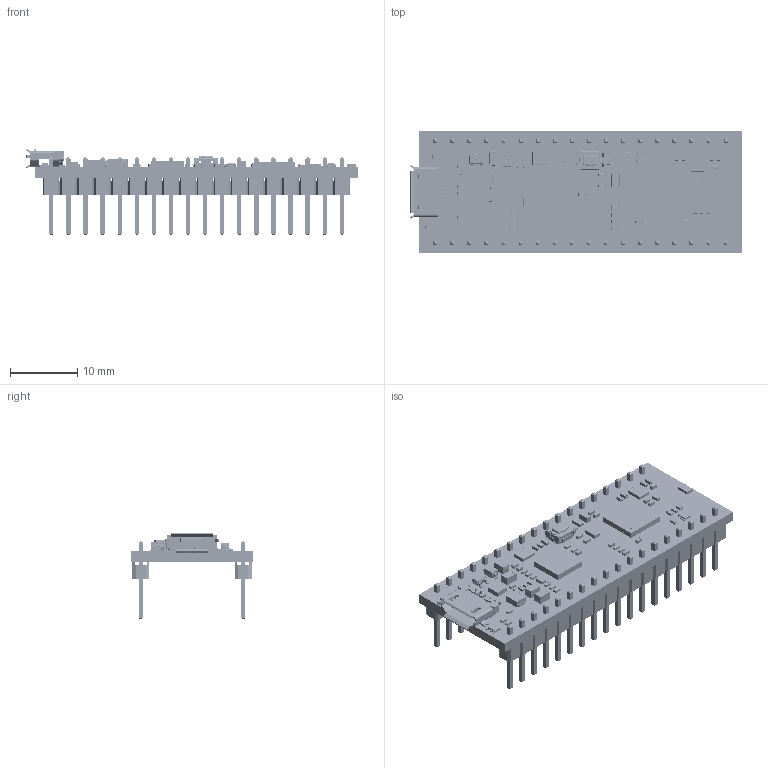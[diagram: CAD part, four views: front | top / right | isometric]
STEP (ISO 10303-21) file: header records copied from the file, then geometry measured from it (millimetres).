
FILE_DESCRIPTION(/* description */ (''),/* implementation_level */ '2;1');
FILE_NAME(/* name */ 'nRF52832-MDK_3D_STEP.step',/* time_stamp */ '2017-03-11T10:29:24+08:00',/* author */ (''),/* organization */ (''),/* preprocessor_version */ 'ST-DEVELOPER v16.5',/* originating_system */ 'Autodesk Translation Framework v5.2.0.2920',/* authorisation */ '');
FILE_SCHEMA (('AUTOMOTIVE_DESIGN { 1 0 10303 214 3 1 1 }'));
Products named in the file (358): nRF52832-MDK v2; BOARD; EXTERNAL COPPER; TOP; PADS_TOP; CIRCLE_6350; CIRCLE_7000; RECT_13500X4000; RECT_19000X19000; RECT_4200X3000; RECT_3200X3000; RECT_11500X10500; RECT_21000X14000; SHAPE_R120_60CTL25; RECT_7000X2000; RECT_14500X11500; RECT_9000X5000; RECT_6300X5700; SHAPE_CMPLXRR0-3X0-8A0; RECT_32000X32000; RECT_10000X9500; RECT_9500X9000; RECT_14000X7000; RECT_8000X5500; RECT_6200X5700; RECT_7200X5900; RECT_6200X6200; RECT_13000X11500; RECT_14000X10000; RECT_10000X5000; RECT_22500X7000; RECT_7200X6800; RECT_8500X2000; RECT_42000X42000; SHAPE_CMPLXRR78_200X156; TRACES_TOP; SHAPES_TOP; SHAPE_1_N4752393; SHAPE_2_N4752393; SHAPE_3_N4752393 ...
Assembly tree (962 placements, depth 5):
  nRF52832-MDK v2
    BOARD
    EXTERNAL COPPER
      TOP
        PADS_TOP
          CIRCLE_6350  x113
          CIRCLE_7000  x2
          RECT_13500X4000  x5
          RECT_19000X19000  x3
          RECT_4200X3000
          RECT_3200X3000  x2
          RECT_11500X10500  x4
          RECT_9500X9000  x4
          RECT_21000X14000  x2
          SHAPE_R120_60CTL25
          RECT_7000X2000  x8
          RECT_14500X11500  x8
          RECT_9000X5000  x2
          RECT_10000X9500  x4
          RECT_6300X5700  x6
          RECT_10000X5000  x5
          SHAPE_CMPLXRR0-3X0-8A0  x32
          RECT_32000X32000
          RECT_14000X7000  x2
          RECT_8000X5500  x8
          RECT_6200X5700  x52
          RECT_7200X5900  x4
          RECT_6200X6200  x40
          RECT_13000X11500  x8
          RECT_14000X10000  x2
          RECT_22500X7000
          RECT_7200X6800  x2
          RECT_8500X2000  x48
          RECT_42000X42000
          SHAPE_CMPLXRR78_200X156  x36
        TRACES_TOP
        SHAPES_TOP
          SHAPE_1_N4752393
          SHAPE_2_N4752393
          SHAPE_3_N4752393
          SHAPE_4_N4752393
          SHAPE_5_N4752393
          SHAPE_6_N4752393
          SHAPE_7
          SHAPE_8
          SHAPE_9
          SHAPE_10_TGT_TX
          SHAPE_11_TGT_TX
          SHAPE_12_TGT_TX
          SHAPE_13_TGT_SWDIO_TMS
          SHAPE_14_TGT_SWDIO_TMS
          SHAPE_15_TGT_SWDIO_TMS
          SHAPE_16_TGT_SWCLK_TCK
          SHAPE_17_TGT_SWCLK_TCK
          SHAPE_18_TGT_SWCLK_TCK
          SHAPE_19_TGT_NRESET
          SHAPE_20_TGT_NRESET
          SHAPE_21_TGT_NRESET
          SHAPE_22_LED_MSD
          SHAPE_23_N4743130
Bounding box: 49.35 x 18 x 12.77 mm (x, y, z)
Volume: 2045.9 mm3; surface area: 6780 mm2
Topology: 178 solids, 1288 shells, 6994 faces, 20551 edges, 14757 vertices
Faces by surface type: plane 4801, cylinder 1459, sphere 446, bspline 283, torus 3, cone 2
Full cylindrical faces by diameter (mm): 0.08 x1, 0.3 x1, 0.33 x113, 0.6 x2, 0.7 x2, 0.8 x1, 1.02 x36
Entity records: 133986 total; most frequent: CARTESIAN_POINT 27200, DIRECTION 21612, ORIENTED_EDGE 17408, EDGE_CURVE 10709, VERTEX_POINT 8345, LINE 8142, VECTOR 8142, AXIS2_PLACEMENT_3D 6735
